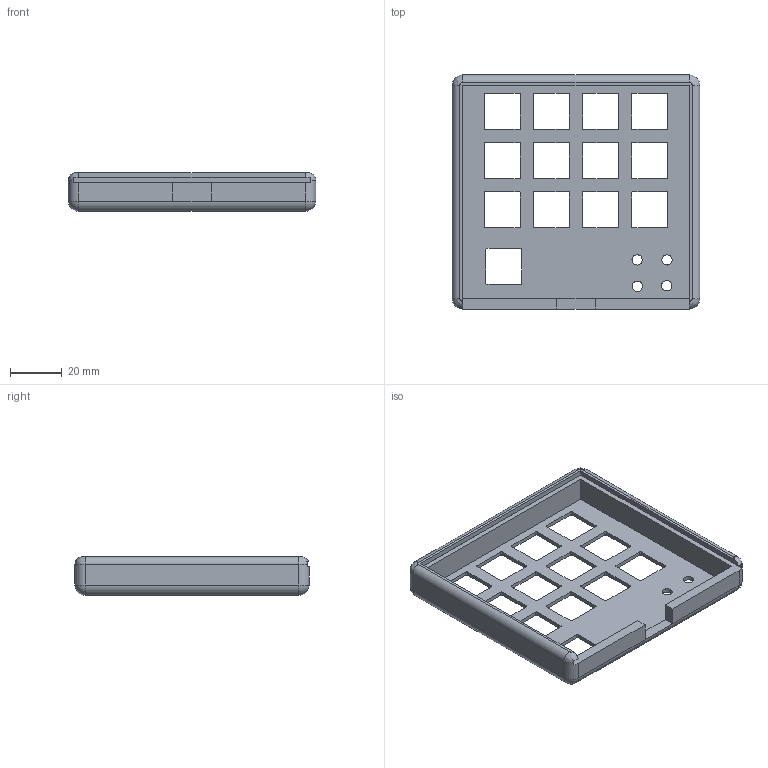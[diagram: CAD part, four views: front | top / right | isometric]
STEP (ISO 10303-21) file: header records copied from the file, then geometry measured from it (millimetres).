
FILE_DESCRIPTION(/* description */ ('','CAx-IF Rec.Pracs.---Representation and Presentation of Product Manufacturing Information (PMI)---4.0---2014-10-13'),/* implementation_level */ '2;1');
FILE_NAME(/* name */ 'top_final.step',/* time_stamp */ '2025-02-19T22:53:59+01:00',/* author */ (''),/* organization */ (''),/* preprocessor_version */ 'ST-DEVELOPER v20',/* originating_system */ 'Autodesk Translation Framework v13.20.0.188',/* authorisation */ '');
FILE_SCHEMA (('AP242_MANAGED_MODEL_BASED_3D_ENGINEERING_MIM_LF { 1 0 10303 442 1 1 4 }'));
Length unit declared in the file: millimetre
Products named in the file (1): funcpad_top (1)
Bounding box: 96 x 90.8 x 15 mm (x, y, z)
Volume: 23627.8 mm3; surface area: 22715.3 mm2
Topology: 1 solids, 1 shells, 150 faces, 424 edges, 276 vertices
Faces by surface type: plane 75, cylinder 67, bspline 4, sphere 4
Full cylindrical faces by diameter (mm): 4 x4
Entity records: 5002 total; most frequent: CARTESIAN_POINT 893, DIRECTION 860, ORIENTED_EDGE 848, EDGE_CURVE 424, AXIS2_PLACEMENT_3D 291, LINE 278, VECTOR 278, VERTEX_POINT 276
